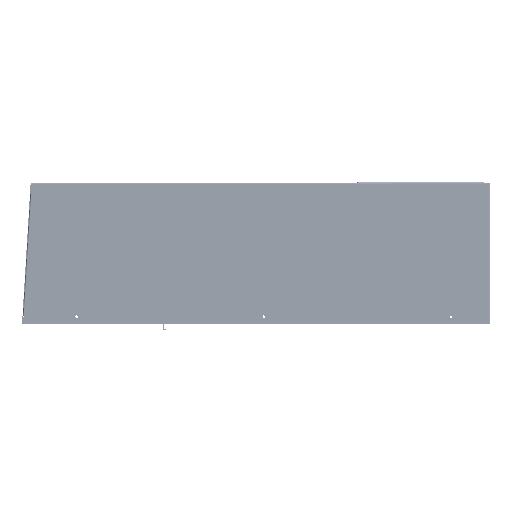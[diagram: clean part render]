
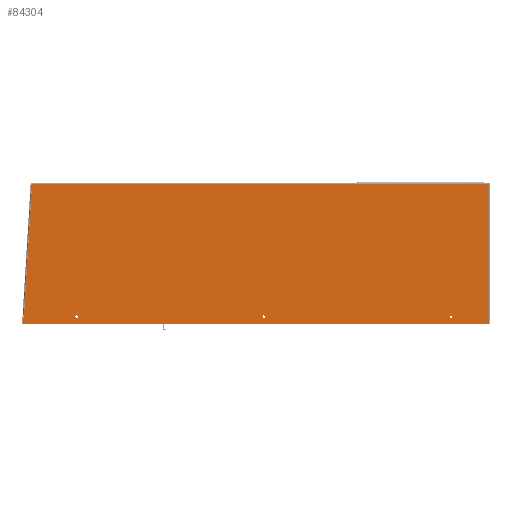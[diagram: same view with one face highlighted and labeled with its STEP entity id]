
A CAD part, left-side view. The second image highlights one B-rep face of the part: STEP entity #84304.
In plain terms, the highlighted planar face has unit normal (-1, 0, 0).
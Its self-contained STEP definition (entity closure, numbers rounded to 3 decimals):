
#47492=DIRECTION('',(0.,1.,-0.03));
#47493=VECTOR('',#47492,2.008);
#47494=CARTESIAN_POINT('',(-152.,447.247,0.));
#47495=LINE('',#47494,#47493);
#47496=DIRECTION('',(0.,-0.061,0.998));
#47497=VECTOR('',#47496,14.061);
#47498=CARTESIAN_POINT('',(-152.,449.254,-0.061));
#47499=LINE('',#47498,#47497);
#47500=DIRECTION('',(0.,-0.998,-0.061));
#47501=VECTOR('',#47500,2.);
#47502=CARTESIAN_POINT('',(-152.,448.396,13.974));
#47503=LINE('',#47502,#47501);
#47504=DIRECTION('',(0.,-0.061,0.998));
#47505=VECTOR('',#47504,240.505);
#47506=CARTESIAN_POINT('',(-152.,446.338,14.85));
#47507=LINE('',#47506,#47505);
#47508=DIRECTION('',(0.,0.834,0.552));
#47509=VECTOR('',#47508,2.309);
#47510=CARTESIAN_POINT('',(-152.,431.656,254.906));
#47511=LINE('',#47510,#47509);
#47512=DIRECTION('',(0.,-0.061,0.998));
#47513=VECTOR('',#47512,13.845);
#47514=CARTESIAN_POINT('',(-152.,433.582,256.181));
#47515=LINE('',#47514,#47513);
#47516=DIRECTION('',(0.,0.5,0.866));
#47517=VECTOR('',#47516,1.155);
#47518=CARTESIAN_POINT('',(-152.,-445.577,0.));
#47519=LINE('',#47518,#47517);
#47520=DIRECTION('',(0.,0.5,-0.866));
#47521=VECTOR('',#47520,1.155);
#47522=CARTESIAN_POINT('',(-152.,444.247,1.));
#47523=LINE('',#47522,#47521);
#47524=CARTESIAN_POINT('',(-152.,-15.,14.));
#47525=DIRECTION('',(-1.,0.,0.));
#47526=DIRECTION('',(0.,-1.,0.));
#47527=AXIS2_PLACEMENT_3D('',#47524,#47525,#47526);
#47529=CARTESIAN_POINT('',(-152.,-15.,14.));
#47530=DIRECTION('',(-1.,0.,0.));
#47531=DIRECTION('',(0.,1.,0.));
#47532=AXIS2_PLACEMENT_3D('',#47529,#47530,#47531);
#47534=CARTESIAN_POINT('',(-152.,345.,14.));
#47535=DIRECTION('',(-1.,0.,0.));
#47536=DIRECTION('',(0.,-1.,0.));
#47537=AXIS2_PLACEMENT_3D('',#47534,#47535,#47536);
#47539=CARTESIAN_POINT('',(-152.,345.,14.));
#47540=DIRECTION('',(-1.,0.,0.));
#47541=DIRECTION('',(0.,1.,0.));
#47542=AXIS2_PLACEMENT_3D('',#47539,#47540,#47541);
#47544=CARTESIAN_POINT('',(-152.,-375.,14.));
#47545=DIRECTION('',(-1.,0.,0.));
#47546=DIRECTION('',(0.,-1.,0.));
#47547=AXIS2_PLACEMENT_3D('',#47544,#47545,#47546);
#47549=CARTESIAN_POINT('',(-152.,-375.,14.));
#47550=DIRECTION('',(-1.,0.,0.));
#47551=DIRECTION('',(0.,1.,0.));
#47552=AXIS2_PLACEMENT_3D('',#47549,#47550,#47551);
#47558=DIRECTION('',(0.,-1.,0.));
#47559=VECTOR('',#47558,2.423);
#47560=CARTESIAN_POINT('',(-152.,447.247,0.));
#47561=LINE('',#47560,#47559);
#47640=DIRECTION('',(0.,0.061,-0.998));
#47641=VECTOR('',#47640,1.);
#47642=CARTESIAN_POINT('',(-152.,446.338,14.85));
#47643=LINE('',#47642,#47641);
#67722=DIRECTION('',(0.,1.,0.));
#67723=VECTOR('',#67722,880.736);
#67724=CARTESIAN_POINT('',(-152.,-448.,270.));
#67725=LINE('',#67724,#67723);
#67806=DIRECTION('',(0.,0.,1.));
#67807=VECTOR('',#67806,270.);
#67808=CARTESIAN_POINT('',(-152.,-448.,0.));
#67809=LINE('',#67808,#67807);
#67832=DIRECTION('',(0.,-1.,0.));
#67833=VECTOR('',#67832,2.423);
#67834=CARTESIAN_POINT('',(-152.,-445.577,0.));
#67835=LINE('',#67834,#67833);
#67919=DIRECTION('',(0.,-1.,0.));
#67920=VECTOR('',#67919,889.247);
#67921=CARTESIAN_POINT('',(-152.,444.247,1.));
#67922=LINE('',#67921,#67920);
#76078=CARTESIAN_POINT('',(-152.,447.247,0.));
#76079=CARTESIAN_POINT('',(-152.,444.824,0.));
#76080=VERTEX_POINT('',#76078);
#76081=VERTEX_POINT('',#76079);
#76082=CARTESIAN_POINT('',(-152.,449.254,-0.061));
#76083=VERTEX_POINT('',#76082);
#76084=CARTESIAN_POINT('',(-152.,448.396,13.974));
#76085=VERTEX_POINT('',#76084);
#76086=CARTESIAN_POINT('',(-152.,446.399,13.852));
#76087=VERTEX_POINT('',#76086);
#76088=CARTESIAN_POINT('',(-152.,446.338,14.85));
#76089=VERTEX_POINT('',#76088);
#76090=CARTESIAN_POINT('',(-152.,431.656,254.906));
#76091=VERTEX_POINT('',#76090);
#76092=CARTESIAN_POINT('',(-152.,433.582,256.181));
#76093=VERTEX_POINT('',#76092);
#76094=CARTESIAN_POINT('',(-152.,432.736,270.));
#76095=VERTEX_POINT('',#76094);
#76096=CARTESIAN_POINT('',(-152.,-448.,270.));
#76097=VERTEX_POINT('',#76096);
#76098=CARTESIAN_POINT('',(-152.,-448.,0.));
#76099=VERTEX_POINT('',#76098);
#76100=CARTESIAN_POINT('',(-152.,-445.577,0.));
#76101=VERTEX_POINT('',#76100);
#76102=CARTESIAN_POINT('',(-152.,-445.,1.));
#76103=VERTEX_POINT('',#76102);
#76104=CARTESIAN_POINT('',(-152.,444.247,1.));
#76105=VERTEX_POINT('',#76104);
#76106=CARTESIAN_POINT('',(-152.,-17.5,14.));
#76107=CARTESIAN_POINT('',(-152.,-12.5,14.));
#76108=VERTEX_POINT('',#76106);
#76109=VERTEX_POINT('',#76107);
#76110=CARTESIAN_POINT('',(-152.,342.5,14.));
#76111=CARTESIAN_POINT('',(-152.,347.5,14.));
#76112=VERTEX_POINT('',#76110);
#76113=VERTEX_POINT('',#76111);
#76114=CARTESIAN_POINT('',(-152.,-377.5,14.));
#76115=CARTESIAN_POINT('',(-152.,-372.5,14.));
#76116=VERTEX_POINT('',#76114);
#76117=VERTEX_POINT('',#76115);
#84251=CARTESIAN_POINT('',(-152.,0.,0.));
#84252=DIRECTION('',(1.,0.,0.));
#84253=DIRECTION('',(0.,0.,-1.));
#84254=AXIS2_PLACEMENT_3D('',#84251,#84252,#84253);
#84255=PLANE('',#84254);
#84257=ORIENTED_EDGE('',*,*,#84256,.F.);
#84259=ORIENTED_EDGE('',*,*,#84258,.T.);
#84261=ORIENTED_EDGE('',*,*,#84260,.T.);
#84263=ORIENTED_EDGE('',*,*,#84262,.T.);
#84265=ORIENTED_EDGE('',*,*,#84264,.F.);
#84267=ORIENTED_EDGE('',*,*,#84266,.T.);
#84269=ORIENTED_EDGE('',*,*,#84268,.T.);
#84271=ORIENTED_EDGE('',*,*,#84270,.T.);
#84273=ORIENTED_EDGE('',*,*,#84272,.F.);
#84275=ORIENTED_EDGE('',*,*,#84274,.F.);
#84277=ORIENTED_EDGE('',*,*,#84276,.F.);
#84279=ORIENTED_EDGE('',*,*,#84278,.T.);
#84281=ORIENTED_EDGE('',*,*,#84280,.F.);
#84283=ORIENTED_EDGE('',*,*,#84282,.T.);
#84284=EDGE_LOOP('',(#84257,#84259,#84261,#84263,#84265,#84267,#84269,#84271,
#84273,#84275,#84277,#84279,#84281,#84283));
#84285=FACE_OUTER_BOUND('',#84284,.F.);
#84287=ORIENTED_EDGE('',*,*,#84286,.T.);
#84289=ORIENTED_EDGE('',*,*,#84288,.T.);
#84290=EDGE_LOOP('',(#84287,#84289));
#84291=FACE_BOUND('',#84290,.F.);
#84293=ORIENTED_EDGE('',*,*,#84292,.T.);
#84295=ORIENTED_EDGE('',*,*,#84294,.T.);
#84296=EDGE_LOOP('',(#84293,#84295));
#84297=FACE_BOUND('',#84296,.F.);
#84299=ORIENTED_EDGE('',*,*,#84298,.T.);
#84301=ORIENTED_EDGE('',*,*,#84300,.T.);
#84302=EDGE_LOOP('',(#84299,#84301));
#84303=FACE_BOUND('',#84302,.F.);
#84304=ADVANCED_FACE('',(#84285,#84291,#84297,#84303),#84255,.F.);
#47528=CIRCLE('',#47527,2.5);
#47533=CIRCLE('',#47532,2.5);
#47538=CIRCLE('',#47537,2.5);
#47543=CIRCLE('',#47542,2.5);
#47548=CIRCLE('',#47547,2.5);
#47553=CIRCLE('',#47552,2.5);
#84256=EDGE_CURVE('',#76080,#76081,#47561,.T.);
#84258=EDGE_CURVE('',#76080,#76083,#47495,.T.);
#84260=EDGE_CURVE('',#76083,#76085,#47499,.T.);
#84262=EDGE_CURVE('',#76085,#76087,#47503,.T.);
#84264=EDGE_CURVE('',#76089,#76087,#47643,.T.);
#84266=EDGE_CURVE('',#76089,#76091,#47507,.T.);
#84268=EDGE_CURVE('',#76091,#76093,#47511,.T.);
#84270=EDGE_CURVE('',#76093,#76095,#47515,.T.);
#84272=EDGE_CURVE('',#76097,#76095,#67725,.T.);
#84274=EDGE_CURVE('',#76099,#76097,#67809,.T.);
#84276=EDGE_CURVE('',#76101,#76099,#67835,.T.);
#84278=EDGE_CURVE('',#76101,#76103,#47519,.T.);
#84280=EDGE_CURVE('',#76105,#76103,#67922,.T.);
#84282=EDGE_CURVE('',#76105,#76081,#47523,.T.);
#84286=EDGE_CURVE('',#76108,#76109,#47528,.T.);
#84288=EDGE_CURVE('',#76109,#76108,#47533,.T.);
#84292=EDGE_CURVE('',#76112,#76113,#47538,.T.);
#84294=EDGE_CURVE('',#76113,#76112,#47543,.T.);
#84298=EDGE_CURVE('',#76116,#76117,#47548,.T.);
#84300=EDGE_CURVE('',#76117,#76116,#47553,.T.);
